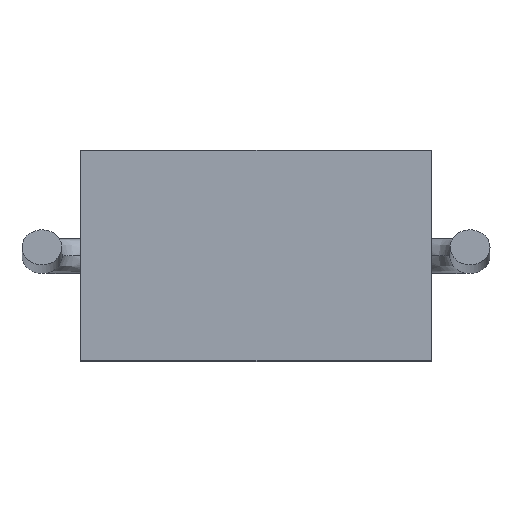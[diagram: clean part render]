
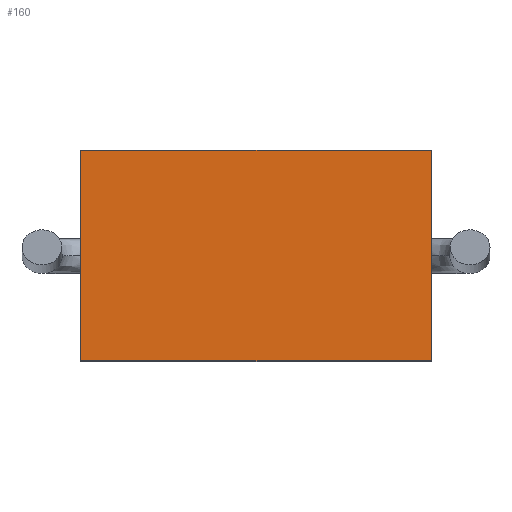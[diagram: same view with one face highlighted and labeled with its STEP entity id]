
A CAD part, top view. The second image highlights one B-rep face of the part: STEP entity #160.
In plain terms, the highlighted planar face has unit normal (0, 0, 1).
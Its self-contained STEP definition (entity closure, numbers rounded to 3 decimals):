
#48 = CARTESIAN_POINT ( 'NONE',  ( -2.5, 3., 2.5 ) ) ;
#73 = PLANE ( 'NONE',  #309 ) ;
#119 = VECTOR ( 'NONE', #730, 1000. ) ;
#160 = ADVANCED_FACE ( 'NONE', ( #289 ), #73, .F. ) ;
#175 = VERTEX_POINT ( 'NONE', #556 ) ;
#202 = ORIENTED_EDGE ( 'NONE', *, *, #797, .F. ) ;
#231 = CARTESIAN_POINT ( 'NONE',  ( 2.5, 3., 2.5 ) ) ;
#269 = EDGE_CURVE ( 'NONE', #175, #501, #834, .T. ) ;
#280 = DIRECTION ( 'NONE',  ( 0., -1., 0. ) ) ;
#289 = FACE_OUTER_BOUND ( 'NONE', #672, .T. ) ;
#309 = AXIS2_PLACEMENT_3D ( 'NONE', #48, #528, #484 ) ;
#414 = ORIENTED_EDGE ( 'NONE', *, *, #269, .T. ) ;
#426 = LINE ( 'NONE', #231, #119 ) ;
#484 = DIRECTION ( 'NONE',  ( -1., 0., 0. ) ) ;
#501 = VERTEX_POINT ( 'NONE', #806 ) ;
#505 = CARTESIAN_POINT ( 'NONE',  ( 2.5, 0., 2.5 ) ) ;
#518 = VERTEX_POINT ( 'NONE', #645 ) ;
#528 = DIRECTION ( 'NONE',  ( 0., 0., -1. ) ) ;
#556 = CARTESIAN_POINT ( 'NONE',  ( -2.5, 3., 2.5 ) ) ;
#576 = DIRECTION ( 'NONE',  ( 1., 0., 0. ) ) ;
#596 = ORIENTED_EDGE ( 'NONE', *, *, #666, .T. ) ;
#636 = VECTOR ( 'NONE', #280, 1000. ) ;
#645 = CARTESIAN_POINT ( 'NONE',  ( 2.5, 3., 2.5 ) ) ;
#659 = CARTESIAN_POINT ( 'NONE',  ( -2.5, 0., 2.5 ) ) ;
#664 = CARTESIAN_POINT ( 'NONE',  ( -2.5, 3., 2.5 ) ) ;
#666 = EDGE_CURVE ( 'NONE', #501, #799, #770, .T. ) ;
#667 = VECTOR ( 'NONE', #576, 1000. ) ;
#672 = EDGE_LOOP ( 'NONE', ( #596, #852, #202, #414 ) ) ;
#730 = DIRECTION ( 'NONE',  ( 0., -1., 0. ) ) ;
#759 = LINE ( 'NONE', #664, #667 ) ;
#770 = LINE ( 'NONE', #659, #900 ) ;
#776 = CARTESIAN_POINT ( 'NONE',  ( -2.5, 3., 2.5 ) ) ;
#797 = EDGE_CURVE ( 'NONE', #175, #518, #759, .T. ) ;
#799 = VERTEX_POINT ( 'NONE', #505 ) ;
#806 = CARTESIAN_POINT ( 'NONE',  ( -2.5, 0., 2.5 ) ) ;
#834 = LINE ( 'NONE', #776, #636 ) ;
#852 = ORIENTED_EDGE ( 'NONE', *, *, #853, .F. ) ;
#853 = EDGE_CURVE ( 'NONE', #518, #799, #426, .T. ) ;
#900 = VECTOR ( 'NONE', #905, 1000. ) ;
#905 = DIRECTION ( 'NONE',  ( 1., 0., 0. ) ) ;
